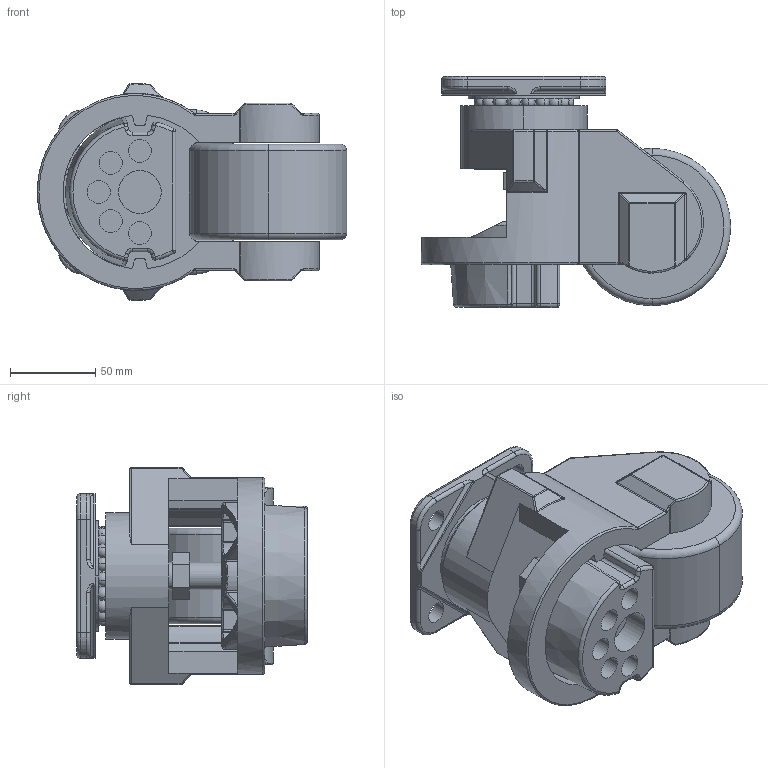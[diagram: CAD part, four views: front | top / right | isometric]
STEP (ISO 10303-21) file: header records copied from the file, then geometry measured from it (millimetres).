
FILE_DESCRIPTION((''),'2;1');
FILE_NAME('DX-150F','2021-12-16T13:03:14',('Administrator'),(''),'CREO PARAMETRIC BY PTC INC, 2019224','CREO PARAMETRIC BY PTC INC, 2019224','');
FILE_SCHEMA(('CONFIG_CONTROL_DESIGN'));
Length unit declared in the file: millimetre
Products named in the file (1): DX-150F
Bounding box: 181 x 135 x 127 mm (x, y, z)
Volume: 1125516.1 mm3; surface area: 156537.7 mm2
Topology: 2 solids, 2 shells, 535 faces, 1269 edges, 756 vertices
Faces by surface type: cylinder 222, plane 105, torus 83, sphere 70, bspline 52, cone 3
Entity records: 18260 total; most frequent: CARTESIAN_POINT 5721, DIRECTION 2814, ORIENTED_EDGE 2538, EDGE_CURVE 1269, AXIS2_PLACEMENT_3D 1185, VERTEX_POINT 756, CIRCLE 702, EDGE_LOOP 599
